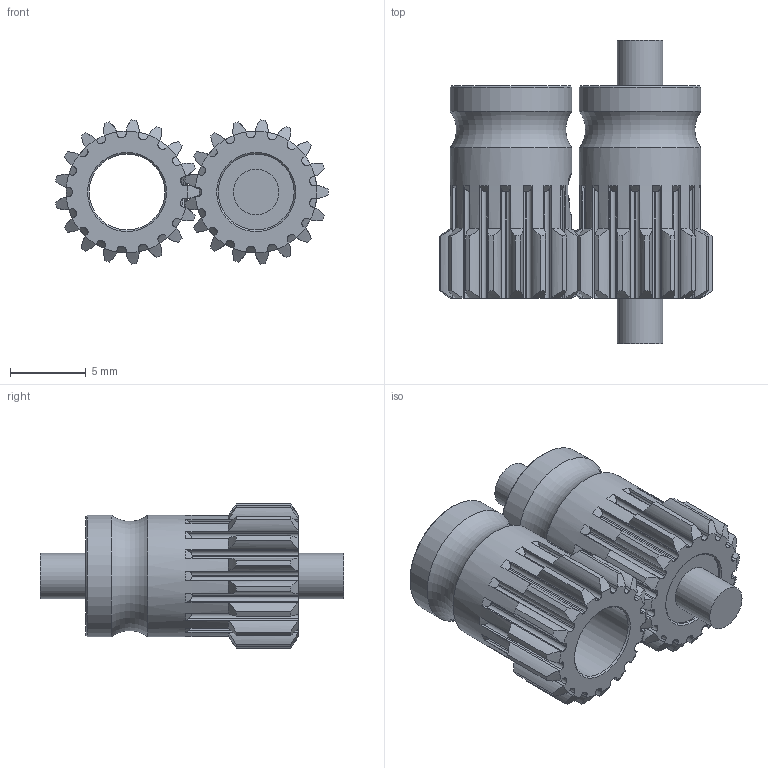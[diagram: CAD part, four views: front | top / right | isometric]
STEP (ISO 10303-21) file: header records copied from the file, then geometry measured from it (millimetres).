
FILE_DESCRIPTION(/* description */ (''),/* implementation_level */ '2;1');
FILE_NAME(/* name */ 'Bondetech mini gears.step',/* time_stamp */ '2018-05-29T14:42:53+02:00',/* author */ (''),/* organization */ (''),/* preprocessor_version */ 'ST-DEVELOPER v17',/* originating_system */ 'Autodesk Translation Framework v7.1.0.215',/* authorisation */ '');
FILE_SCHEMA (('AUTOMOTIVE_DESIGN { 1 0 10303 214 3 1 1 }'));
Length unit declared in the file: millimetre
Products named in the file (1): Bondetech mini gears
Bounding box: 17.95 x 20 x 9.48 mm (x, y, z)
Volume: 1142.8 mm3; surface area: 2157.4 mm2
Topology: 5 solids, 5 shells, 457 faces, 1402 edges, 954 vertices
Faces by surface type: cylinder 162, plane 112, cone 106, bspline 75, torus 2
Full cylindrical faces by diameter (mm): 2.529 x2, 3 x3, 3.086 x2, 5 x4, 8 x4
Entity records: 33063 total; most frequent: CARTESIAN_POINT 21264, ORIENTED_EDGE 2804, DIRECTION 2165, EDGE_CURVE 1402, VERTEX_POINT 954, AXIS2_PLACEMENT_3D 820, LINE 525, VECTOR 525
